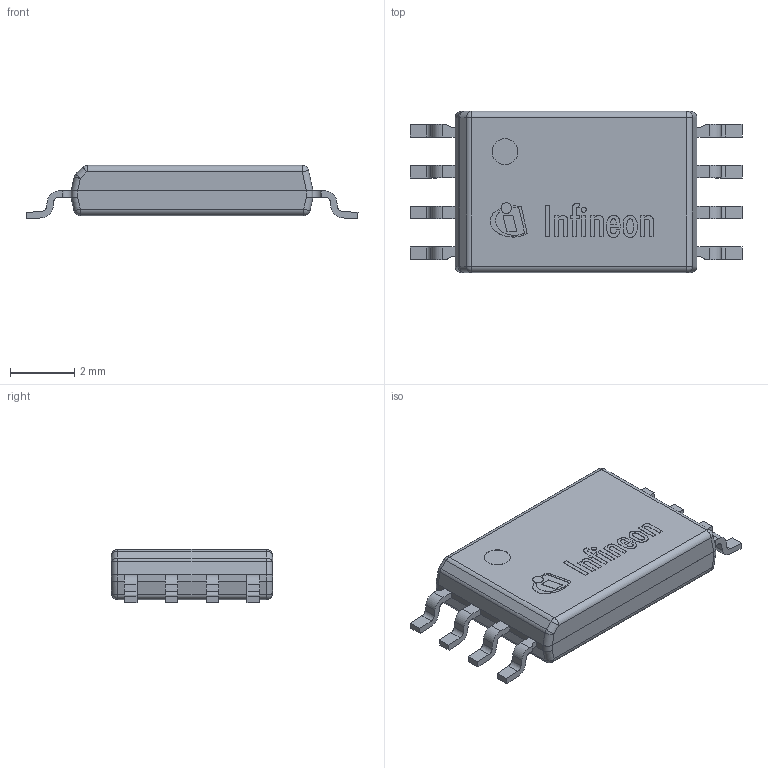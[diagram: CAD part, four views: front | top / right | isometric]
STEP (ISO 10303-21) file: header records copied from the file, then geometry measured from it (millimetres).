
FILE_DESCRIPTION(/* description */ (''),/* implementation_level */ '2;1');
FILE_NAME(/* name */ 'PG-LDSO-8-1_Z8B00227453_V06_3D.stp',/* time_stamp */ '2025-11-06T15:56:06+05:30',/* author */ ('sivamani'),/* organization */ (''),/* preprocessor_version */ 'ST-DEVELOPER v19.2',/* originating_system */ 'AutoCAD Mechanical',/* authorisation */ '');
FILE_SCHEMA (('AUTOMOTIVE_DESIGN { 1 0 10303 214 3 1 1 }'));
Length unit declared in the file: millimetre
Products named in the file (1): Product
Bounding box: 10.3 x 5 x 1.67 mm (x, y, z)
Volume: 58.1 mm3; surface area: 204.5 mm2
Topology: 23 solids, 23 shells, 285 faces, 676 edges, 438 vertices
Faces by surface type: plane 192, cylinder 63, bspline 20, sphere 10
Full cylindrical faces by diameter (mm): 0.16 x1, 0.329 x1, 0.8 x2
Entity records: 8509 total; most frequent: CARTESIAN_POINT 2098, ORIENTED_EDGE 1352, DIRECTION 1245, EDGE_CURVE 676, LINE 461, VECTOR 461, VERTEX_POINT 438, AXIS2_PLACEMENT_3D 392
